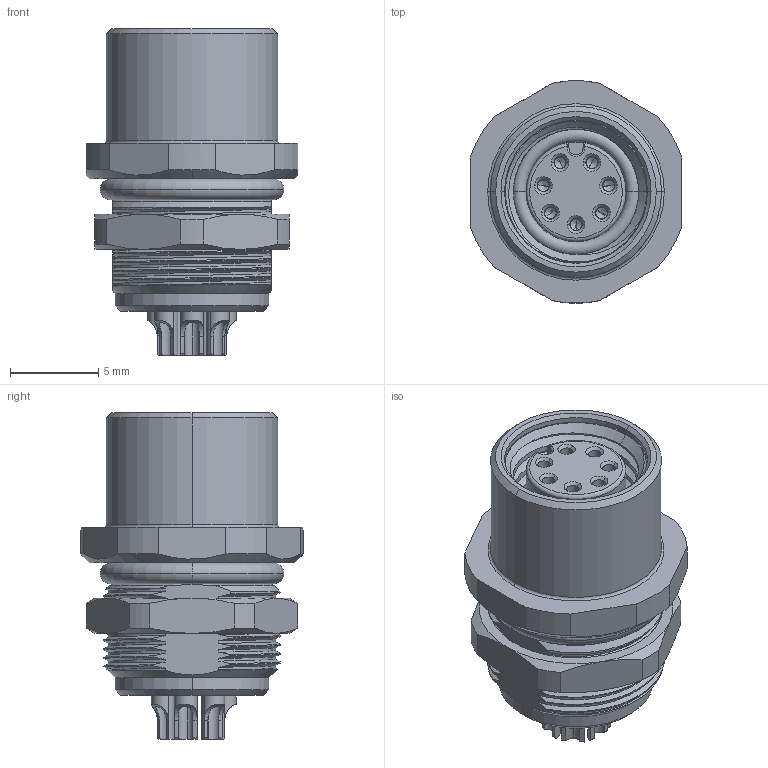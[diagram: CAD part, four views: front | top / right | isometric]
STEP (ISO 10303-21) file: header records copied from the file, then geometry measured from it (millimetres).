
FILE_DESCRIPTION((''),'2;1');
FILE_NAME('8P-K188_','2025-09-09T',('gongcheng16'),(''),'PRO/ENGINEER BY PARAMETRIC TECHNOLOGY CORPORATION, 2010280','PRO/ENGINEER BY PARAMETRIC TECHNOLOGY CORPORATION, 2010280','');
FILE_SCHEMA(('CONFIG_CONTROL_DESIGN'));
Products named in the file (1): 8P-K188_
Bounding box: 12 x 12.6 x 18.5 mm (x, y, z)
Volume: 224.5 mm3; surface area: 14215.9 mm2
Topology: 1 solids, 145 shells, 2658 faces, 8321 edges, 5519 vertices
Faces by surface type: cylinder 925, plane 641, bspline 601, cone 417, torus 74
Entity records: 244393 total; most frequent: CARTESIAN_POINT 178560, ORIENTED_EDGE 14397, DIRECTION 11142, EDGE_CURVE 8293, VERTEX_POINT 5519, AXIS2_PLACEMENT_3D 4022, B_SPLINE_CURVE_WITH_KNOTS 3231, VECTOR 3098
